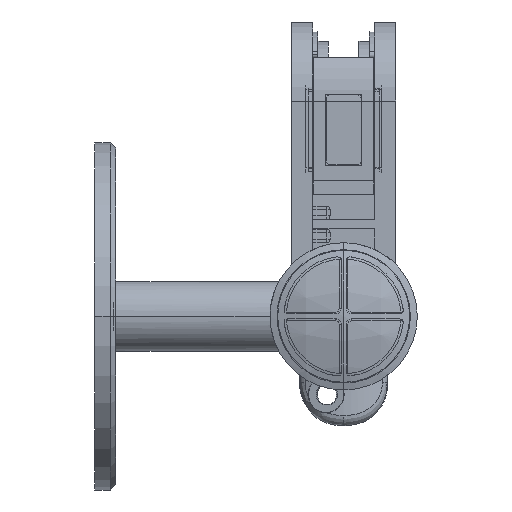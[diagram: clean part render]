
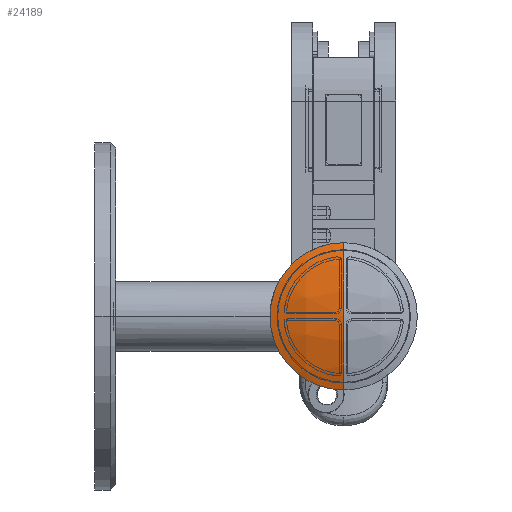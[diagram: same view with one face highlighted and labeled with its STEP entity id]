
A CAD part, front view. The second image highlights one B-rep face of the part: STEP entity #24189.
In plain terms, the highlighted spherical face has radius 58.18 mm.
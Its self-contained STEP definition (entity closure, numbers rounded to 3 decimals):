
#2116 = SPHERICAL_SURFACE ( 'NONE', #38021, 58.18 ) ;
#4257 = EDGE_CURVE ( 'NONE', #27642, #30975, #8649, .T. ) ;
#4823 = ORIENTED_EDGE ( 'NONE', *, *, #21473, .T. ) ;
#6297 = AXIS2_PLACEMENT_3D ( 'NONE', #24481, #21469, #6929 ) ;
#6929 = DIRECTION ( 'NONE',  ( 0., 0., 1. ) ) ;
#7089 = CARTESIAN_POINT ( 'NONE',  ( -7., 0., 0. ) ) ;
#8649 = CIRCLE ( 'NONE', #6297, 21.2 ) ;
#9181 = EDGE_CURVE ( 'NONE', #27642, #34815, #35873, .T. ) ;
#9537 = DIRECTION ( 'NONE',  ( 0., -1., 0. ) ) ;
#11439 = AXIS2_PLACEMENT_3D ( 'NONE', #14414, #32412, #32536 ) ;
#13674 = DIRECTION ( 'NONE',  ( 0., 1., 0. ) ) ;
#13728 = CARTESIAN_POINT ( 'NONE',  ( -3., 0., -21.2 ) ) ;
#14414 = CARTESIAN_POINT ( 'NONE',  ( 51.18, 0., 0. ) ) ;
#19416 = ORIENTED_EDGE ( 'NONE', *, *, #9181, .F. ) ;
#20174 = FACE_OUTER_BOUND ( 'NONE', #32431, .T. ) ;
#21469 = DIRECTION ( 'NONE',  ( -1., 0., 0. ) ) ;
#21473 = EDGE_CURVE ( 'NONE', #30975, #34815, #25408, .T. ) ;
#24189 = ADVANCED_FACE ( 'NONE', ( #20174 ), #2116, .T. ) ;
#24481 = CARTESIAN_POINT ( 'NONE',  ( -3., 0., 0. ) ) ;
#24624 = DIRECTION ( 'NONE',  ( 0., 0., -1. ) ) ;
#25408 = CIRCLE ( 'NONE', #11439, 58.18 ) ;
#25422 = CARTESIAN_POINT ( 'NONE',  ( 51.18, 0., 0. ) ) ;
#27212 = CARTESIAN_POINT ( 'NONE',  ( 51.18, 0., 0. ) ) ;
#27642 = VERTEX_POINT ( 'NONE', #34159 ) ;
#28116 = DIRECTION ( 'NONE',  ( 0., 0., 1. ) ) ;
#30975 = VERTEX_POINT ( 'NONE', #13728 ) ;
#31998 = ORIENTED_EDGE ( 'NONE', *, *, #4257, .T. ) ;
#32412 = DIRECTION ( 'NONE',  ( 0., 1., 0. ) ) ;
#32431 = EDGE_LOOP ( 'NONE', ( #31998, #4823, #19416 ) ) ;
#32536 = DIRECTION ( 'NONE',  ( 0., 0., 1. ) ) ;
#34159 = CARTESIAN_POINT ( 'NONE',  ( -3., 0., 21.2 ) ) ;
#34815 = VERTEX_POINT ( 'NONE', #7089 ) ;
#35873 = CIRCLE ( 'NONE', #38093, 58.18 ) ;
#38021 = AXIS2_PLACEMENT_3D ( 'NONE', #25422, #13674, #28116 ) ;
#38093 = AXIS2_PLACEMENT_3D ( 'NONE', #27212, #9537, #24624 ) ;
